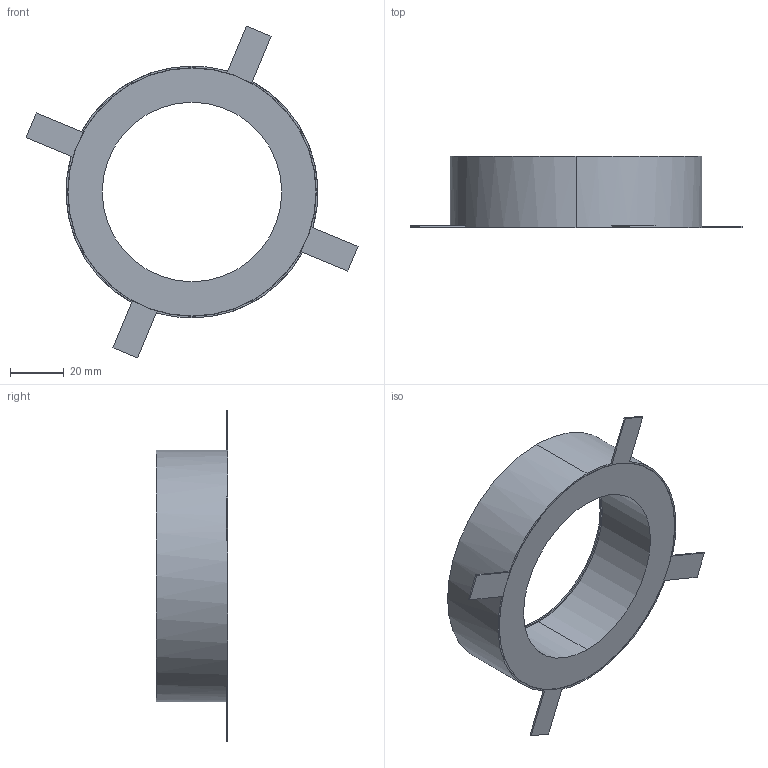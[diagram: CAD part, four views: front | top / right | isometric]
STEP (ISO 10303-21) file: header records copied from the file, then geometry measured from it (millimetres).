
FILE_DESCRIPTION (( 'STEP AP214' ), '1' );
FILE_NAME ('7202204.stp', '2016-05-04T05:59:10', ( '' ), ( '' ), 'SwSTEP 2.0', 'SolidWorks 2014', '' );
FILE_SCHEMA (( 'AUTOMOTIVE_DESIGN' ));
Length unit declared in the file: millimetre
Products named in the file (3): Shell_Standard; FOAM_Standard; 7202204
Assembly tree (2 placements, depth 2):
  7202204
    Shell_Standard
    FOAM_Standard
Bounding box: 123.93 x 26.6 x 123.93 mm (x, y, z)
Volume: 88567.3 mm3; surface area: 43078 mm2
Topology: 2 solids, 2 shells, 31 faces, 78 edges, 52 vertices
Faces by surface type: plane 21, cylinder 10
Entity records: 1058 total; most frequent: DIRECTION 178, CARTESIAN_POINT 166, ORIENTED_EDGE 156, EDGE_CURVE 78, AXIS2_PLACEMENT_3D 64, VERTEX_POINT 52, LINE 50, VECTOR 50
